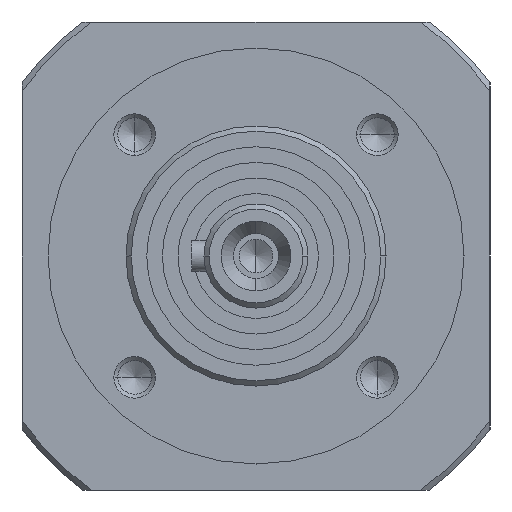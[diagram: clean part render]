
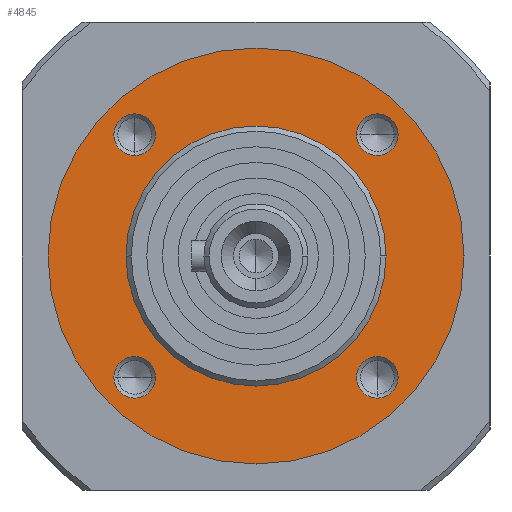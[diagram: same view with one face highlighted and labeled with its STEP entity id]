
A CAD part, left-side view. The second image highlights one B-rep face of the part: STEP entity #4845.
In plain terms, the highlighted planar face has unit normal (-1, 0, 0).
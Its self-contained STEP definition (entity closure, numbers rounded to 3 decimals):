
#741=CARTESIAN_POINT('',(29.,13.667,-11.667));
#742=VERTEX_POINT('',#741);
#758=CARTESIAN_POINT('',(29.,9.667,-11.667));
#759=VERTEX_POINT('',#758);
#766=CARTESIAN_POINT('',(29.,11.667,-11.667));
#767=DIRECTION('',(1.0,0.0,0.0));
#768=DIRECTION('',(0.0,1.0,0.0));
#769=AXIS2_PLACEMENT_3D('',#766,#767,#768);
#770=CIRCLE('',#769,2.);
#771=EDGE_CURVE('',#742,#759,#770,.T.);
#907=CARTESIAN_POINT('',(29.,-11.667,-13.667));
#908=VERTEX_POINT('',#907);
#924=CARTESIAN_POINT('',(29.,-11.667,-9.667));
#925=VERTEX_POINT('',#924);
#932=CARTESIAN_POINT('',(29.,-11.667,-11.667));
#933=DIRECTION('',(1.0,0.0,0.0));
#934=DIRECTION('',(0.0,0.0,-1.0));
#935=AXIS2_PLACEMENT_3D('',#932,#933,#934);
#936=CIRCLE('',#935,2.);
#937=EDGE_CURVE('',#908,#925,#936,.T.);
#1073=CARTESIAN_POINT('',(29.,-13.667,11.667));
#1074=VERTEX_POINT('',#1073);
#1090=CARTESIAN_POINT('',(29.,-9.667,11.667));
#1091=VERTEX_POINT('',#1090);
#1098=CARTESIAN_POINT('',(29.,-11.667,11.667));
#1099=DIRECTION('',(1.0,0.0,0.0));
#1100=DIRECTION('',(0.0,-1.0,0.0));
#1101=AXIS2_PLACEMENT_3D('',#1098,#1099,#1100);
#1102=CIRCLE('',#1101,2.);
#1103=EDGE_CURVE('',#1074,#1091,#1102,.T.);
#1239=CARTESIAN_POINT('',(29.,11.667,13.667));
#1240=VERTEX_POINT('',#1239);
#1256=CARTESIAN_POINT('',(29.,11.667,9.667));
#1257=VERTEX_POINT('',#1256);
#1264=CARTESIAN_POINT('',(29.,11.667,11.667));
#1265=DIRECTION('',(1.0,0.0,0.0));
#1266=DIRECTION('',(0.0,0.0,1.0));
#1267=AXIS2_PLACEMENT_3D('',#1264,#1265,#1266);
#1268=CIRCLE('',#1267,2.);
#1269=EDGE_CURVE('',#1240,#1257,#1268,.T.);
#1328=CARTESIAN_POINT('',(29.,20.,0.0));
#1329=VERTEX_POINT('',#1328);
#1338=CARTESIAN_POINT('',(29.,-20.,0.));
#1339=VERTEX_POINT('',#1338);
#1340=CARTESIAN_POINT('',(29.,0.0,0.0));
#1341=DIRECTION('',(1.0,0.0,0.0));
#1342=DIRECTION('',(0.0,1.0,0.0));
#1343=AXIS2_PLACEMENT_3D('',#1340,#1341,#1342);
#1344=CIRCLE('',#1343,20.);
#1345=EDGE_CURVE('',#1329,#1339,#1344,.T.);
#1509=CARTESIAN_POINT('',(29.,12.5,0.0));
#1510=VERTEX_POINT('',#1509);
#1524=CARTESIAN_POINT('',(29.,-12.5,0.));
#1525=VERTEX_POINT('',#1524);
#1532=CARTESIAN_POINT('',(29.,0.0,0.0));
#1533=DIRECTION('',(1.0,0.0,0.0));
#1534=DIRECTION('',(0.0,1.0,0.0));
#1535=AXIS2_PLACEMENT_3D('',#1532,#1533,#1534);
#1536=CIRCLE('',#1535,12.5);
#1537=EDGE_CURVE('',#1510,#1525,#1536,.T.);
#4780=CARTESIAN_POINT('',(29.,10.,0.0));
#4781=DIRECTION('',(-1.0,0.0,0.0));
#4782=DIRECTION('',(0.0,0.0,1.0));
#4783=AXIS2_PLACEMENT_3D('',#4780,#4781,#4782);
#4784=PLANE('',#4783);
#4785=ORIENTED_EDGE('',*,*,#1345,.F.);
#4786=CARTESIAN_POINT('',(29.,0.0,0.0));
#4787=DIRECTION('',(1.0,0.0,0.0));
#4788=DIRECTION('',(0.0,1.0,0.0));
#4789=AXIS2_PLACEMENT_3D('',#4786,#4787,#4788);
#4790=CIRCLE('',#4789,20.);
#4791=EDGE_CURVE('',#1339,#1329,#4790,.T.);
#4792=ORIENTED_EDGE('',*,*,#4791,.F.);
#4793=EDGE_LOOP('',(#4785,#4792));
#4794=FACE_OUTER_BOUND('',#4793,.T.);
#4795=ORIENTED_EDGE('',*,*,#771,.T.);
#4796=CARTESIAN_POINT('',(29.,11.667,-11.667));
#4797=DIRECTION('',(1.0,0.0,0.0));
#4798=DIRECTION('',(0.0,1.0,0.0));
#4799=AXIS2_PLACEMENT_3D('',#4796,#4797,#4798);
#4800=CIRCLE('',#4799,2.);
#4801=EDGE_CURVE('',#759,#742,#4800,.T.);
#4802=ORIENTED_EDGE('',*,*,#4801,.T.);
#4803=EDGE_LOOP('',(#4795,#4802));
#4804=FACE_BOUND('',#4803,.T.);
#4805=ORIENTED_EDGE('',*,*,#937,.T.);
#4806=CARTESIAN_POINT('',(29.,-11.667,-11.667));
#4807=DIRECTION('',(1.0,0.0,0.0));
#4808=DIRECTION('',(0.0,0.0,-1.0));
#4809=AXIS2_PLACEMENT_3D('',#4806,#4807,#4808);
#4810=CIRCLE('',#4809,2.);
#4811=EDGE_CURVE('',#925,#908,#4810,.T.);
#4812=ORIENTED_EDGE('',*,*,#4811,.T.);
#4813=EDGE_LOOP('',(#4805,#4812));
#4814=FACE_BOUND('',#4813,.T.);
#4815=ORIENTED_EDGE('',*,*,#1103,.T.);
#4816=CARTESIAN_POINT('',(29.,-11.667,11.667));
#4817=DIRECTION('',(1.0,0.0,0.0));
#4818=DIRECTION('',(0.0,-1.0,0.0));
#4819=AXIS2_PLACEMENT_3D('',#4816,#4817,#4818);
#4820=CIRCLE('',#4819,2.);
#4821=EDGE_CURVE('',#1091,#1074,#4820,.T.);
#4822=ORIENTED_EDGE('',*,*,#4821,.T.);
#4823=EDGE_LOOP('',(#4815,#4822));
#4824=FACE_BOUND('',#4823,.T.);
#4825=ORIENTED_EDGE('',*,*,#1269,.T.);
#4826=CARTESIAN_POINT('',(29.,11.667,11.667));
#4827=DIRECTION('',(1.0,0.0,0.0));
#4828=DIRECTION('',(0.0,0.0,1.0));
#4829=AXIS2_PLACEMENT_3D('',#4826,#4827,#4828);
#4830=CIRCLE('',#4829,2.);
#4831=EDGE_CURVE('',#1257,#1240,#4830,.T.);
#4832=ORIENTED_EDGE('',*,*,#4831,.T.);
#4833=EDGE_LOOP('',(#4825,#4832));
#4834=FACE_BOUND('',#4833,.T.);
#4835=ORIENTED_EDGE('',*,*,#1537,.T.);
#4836=CARTESIAN_POINT('',(29.,0.0,0.0));
#4837=DIRECTION('',(1.0,0.0,0.0));
#4838=DIRECTION('',(0.0,1.0,0.0));
#4839=AXIS2_PLACEMENT_3D('',#4836,#4837,#4838);
#4840=CIRCLE('',#4839,12.5);
#4841=EDGE_CURVE('',#1525,#1510,#4840,.T.);
#4842=ORIENTED_EDGE('',*,*,#4841,.T.);
#4843=EDGE_LOOP('',(#4835,#4842));
#4844=FACE_BOUND('',#4843,.T.);
#4845=ADVANCED_FACE('',(#4794,#4804,#4814,#4824,#4834,#4844),#4784,.T.);
